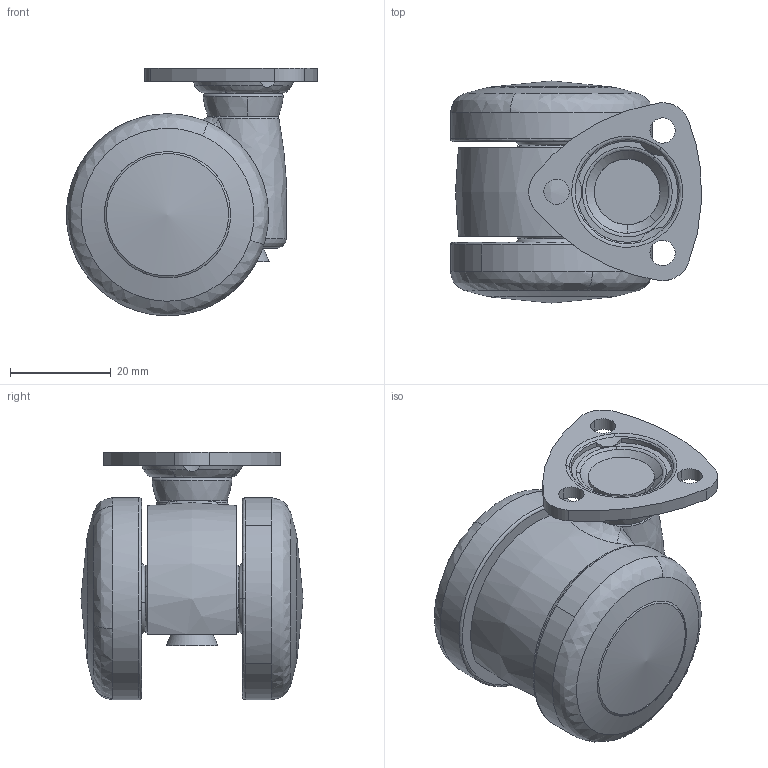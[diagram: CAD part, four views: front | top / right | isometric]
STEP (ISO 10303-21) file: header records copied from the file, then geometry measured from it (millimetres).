
FILE_DESCRIPTION((''),'2;1');
FILE_NAME('','2005-12-16T13:51:22',(''),(''),'','CADfix','');
FILE_SCHEMA(('AUTOMOTIVE_DESIGN'));
Length unit declared in the file: millimetre
Products named in the file (5): wheel; mounting plate; main shaft; body; TY40_10097_36
Assembly tree (5 placements, depth 2):
  TY40_10097_36
    wheel  x2
    mounting plate
    main shaft
    body
Bounding box: 49.72 x 44 x 49 mm (x, y, z)
Volume: 39842 mm3; surface area: 19588.5 mm2
Topology: 5 solids, 5 shells, 139 faces, 458 edges, 344 vertices
Faces by surface type: bspline 139
Entity records: 5578 total; most frequent: CARTESIAN_POINT 3489, ORIENTED_EDGE 764, EDGE_CURVE 382, VERTEX_POINT 286, EDGE_LOOP 144, FACE_OUTER_BOUND 118, ADVANCED_FACE 118, QUASI_UNIFORM_CURVE 56
